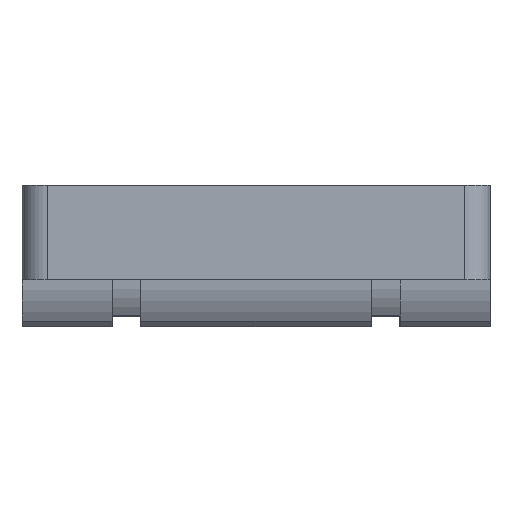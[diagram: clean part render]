
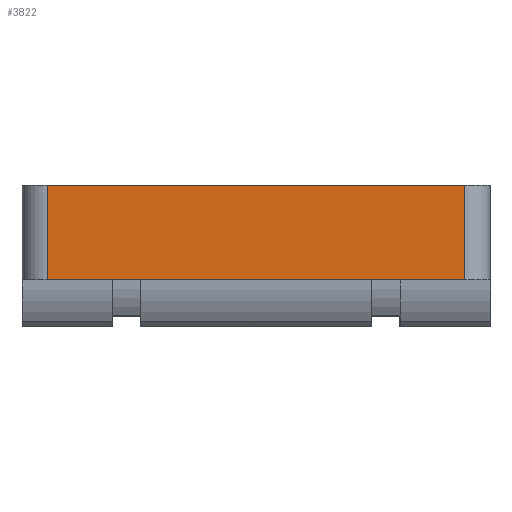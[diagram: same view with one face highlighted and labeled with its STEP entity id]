
A CAD part, front view. The second image highlights one B-rep face of the part: STEP entity #3822.
In plain terms, the highlighted planar face has unit normal (0, -1, 0).
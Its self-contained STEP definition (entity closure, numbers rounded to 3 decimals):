
#42 = VECTOR ( 'NONE', #4646, 1000. ) ;
#90 = CARTESIAN_POINT ( 'NONE',  ( -29., -44.5, 9.8 ) ) ;
#113 = LINE ( 'NONE', #1074, #42 ) ;
#120 = ORIENTED_EDGE ( 'NONE', *, *, #4769, .T. ) ;
#219 = FACE_OUTER_BOUND ( 'NONE', #4247, .T. ) ;
#264 = DIRECTION ( 'NONE',  ( 0., 1., 0. ) ) ;
#467 = VECTOR ( 'NONE', #1475, 1000. ) ;
#542 = VERTEX_POINT ( 'NONE', #90 ) ;
#874 = ORIENTED_EDGE ( 'NONE', *, *, #1027, .T. ) ;
#1027 = EDGE_CURVE ( 'NONE', #542, #1537, #113, .T. ) ;
#1074 = CARTESIAN_POINT ( 'NONE',  ( -29., -44.5, 0. ) ) ;
#1362 = EDGE_CURVE ( 'NONE', #1537, #5174, #2849, .T. ) ;
#1475 = DIRECTION ( 'NONE',  ( 0., 0., 1. ) ) ;
#1537 = VERTEX_POINT ( 'NONE', #4902 ) ;
#1634 = LINE ( 'NONE', #5392, #3569 ) ;
#2769 = ORIENTED_EDGE ( 'NONE', *, *, #1362, .T. ) ;
#2849 = LINE ( 'NONE', #3144, #5688 ) ;
#2861 = ORIENTED_EDGE ( 'NONE', *, *, #6144, .T. ) ;
#3144 = CARTESIAN_POINT ( 'NONE',  ( 32.5, -44.5, -3.347 ) ) ;
#3569 = VECTOR ( 'NONE', #6467, 1000. ) ;
#3822 = ADVANCED_FACE ( 'NONE', ( #219 ), #4403, .F. ) ;
#3860 = DIRECTION ( 'NONE',  ( 0., 0., 1. ) ) ;
#3870 = CARTESIAN_POINT ( 'NONE',  ( 29., -44.5, 9.8 ) ) ;
#4247 = EDGE_LOOP ( 'NONE', ( #2769, #2861, #120, #874 ) ) ;
#4323 = CARTESIAN_POINT ( 'NONE',  ( 29., -44.5, -3.347 ) ) ;
#4403 = PLANE ( 'NONE',  #5888 ) ;
#4646 = DIRECTION ( 'NONE',  ( 0., 0., -1. ) ) ;
#4769 = EDGE_CURVE ( 'NONE', #5863, #542, #1634, .T. ) ;
#4902 = CARTESIAN_POINT ( 'NONE',  ( -29., -44.5, -3.347 ) ) ;
#5174 = VERTEX_POINT ( 'NONE', #4323 ) ;
#5392 = CARTESIAN_POINT ( 'NONE',  ( 32.5, -44.5, 9.8 ) ) ;
#5688 = VECTOR ( 'NONE', #6102, 1000. ) ;
#5813 = LINE ( 'NONE', #6070, #467 ) ;
#5850 = CARTESIAN_POINT ( 'NONE',  ( 0., -44.5, 0. ) ) ;
#5863 = VERTEX_POINT ( 'NONE', #3870 ) ;
#5888 = AXIS2_PLACEMENT_3D ( 'NONE', #5850, #264, #3860 ) ;
#6070 = CARTESIAN_POINT ( 'NONE',  ( 29., -44.5, 9.8 ) ) ;
#6102 = DIRECTION ( 'NONE',  ( 1., 0., 0. ) ) ;
#6144 = EDGE_CURVE ( 'NONE', #5174, #5863, #5813, .T. ) ;
#6467 = DIRECTION ( 'NONE',  ( -1., 0., 0. ) ) ;
